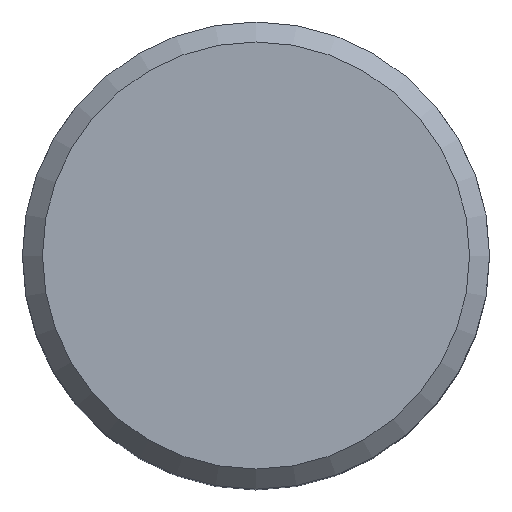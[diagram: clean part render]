
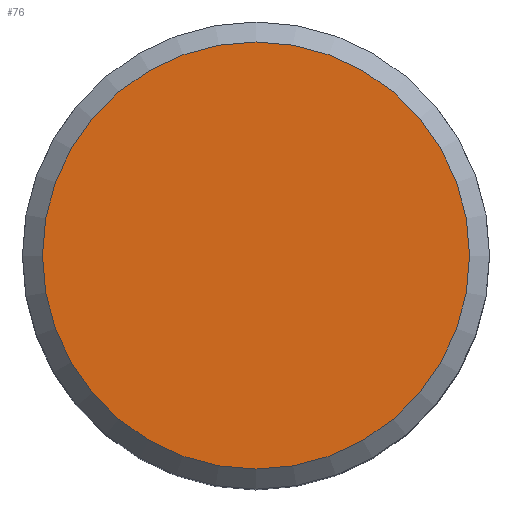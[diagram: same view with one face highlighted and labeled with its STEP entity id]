
A CAD part, top view. The second image highlights one B-rep face of the part: STEP entity #76.
In plain terms, the highlighted planar face has unit normal (0, 0, 1).
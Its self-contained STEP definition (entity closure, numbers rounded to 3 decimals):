
#42=FACE_OUTER_BOUND('',#176,.T.);
#76=ADVANCED_FACE('',(#42),#108,.T.);
#108=PLANE('',#517);
#176=EDGE_LOOP('',(#238));
#238=ORIENTED_EDGE('',*,*,#361,.T.);
#325=VERTEX_POINT('',#753);
#361=EDGE_CURVE('',#325,#325,#402,.T.);
#402=CIRCLE('',#516,3.2);
#516=AXIS2_PLACEMENT_3D('',#752,#605,#606);
#517=AXIS2_PLACEMENT_3D('',#754,#607,#608);
#605=DIRECTION('',(0.,0.,1.));
#606=DIRECTION('',(1.,0.,0.));
#607=DIRECTION('',(0.,0.,1.));
#608=DIRECTION('',(1.,0.,0.));
#752=CARTESIAN_POINT('',(0.,0.,8.));
#753=CARTESIAN_POINT('',(3.2,0.,8.));
#754=CARTESIAN_POINT('',(0.,0.,8.));
